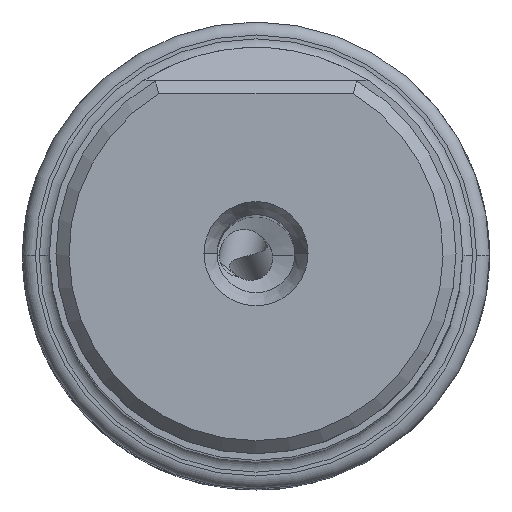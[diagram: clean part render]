
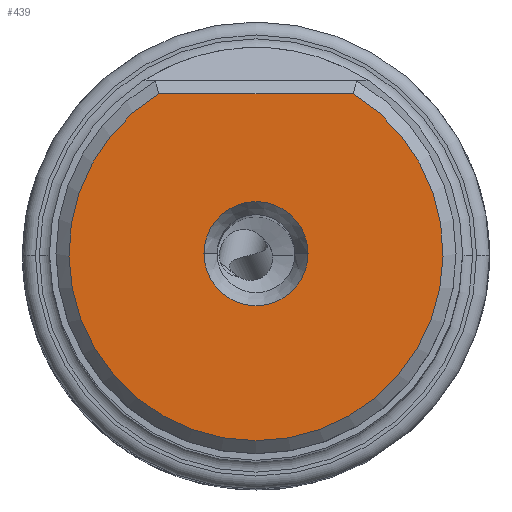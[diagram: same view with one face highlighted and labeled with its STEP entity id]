
A CAD part, top view. The second image highlights one B-rep face of the part: STEP entity #439.
In plain terms, the highlighted planar face has unit normal (0, 0, 1).
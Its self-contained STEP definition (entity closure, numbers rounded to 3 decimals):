
#132=PLANE('',#4158);
#439=ADVANCED_FACE('',(#675,#676),#132,.T.);
#675=FACE_BOUND('',#755,.T.);
#676=FACE_BOUND('',#756,.T.);
#755=EDGE_LOOP('',(#1913,#1914,#1915));
#756=EDGE_LOOP('',(#1916,#1917));
#960=CIRCLE('',#4153,4.);
#961=CIRCLE('',#4155,14.375);
#962=CIRCLE('',#4156,14.375);
#963=CIRCLE('',#4157,4.);
#1169=LINE('',#7971,#1370);
#1370=VECTOR('',#4801,1.);
#1913=ORIENTED_EDGE('',*,*,#3335,.F.);
#1914=ORIENTED_EDGE('',*,*,#3336,.F.);
#1915=ORIENTED_EDGE('',*,*,#3337,.T.);
#1916=ORIENTED_EDGE('',*,*,#3334,.F.);
#1917=ORIENTED_EDGE('',*,*,#3338,.F.);
#2876=VERTEX_POINT('',#7961);
#2877=VERTEX_POINT('',#7963);
#2878=VERTEX_POINT('',#7967);
#2879=VERTEX_POINT('',#7968);
#2880=VERTEX_POINT('',#7970);
#3334=EDGE_CURVE('',#2877,#2876,#960,.T.);
#3335=EDGE_CURVE('',#2878,#2879,#961,.T.);
#3336=EDGE_CURVE('',#2880,#2878,#962,.T.);
#3337=EDGE_CURVE('',#2880,#2879,#1169,.T.);
#3338=EDGE_CURVE('',#2876,#2877,#963,.T.);
#4153=AXIS2_PLACEMENT_3D('',#7964,#4793,#4794);
#4155=AXIS2_PLACEMENT_3D('',#7966,#4797,#4798);
#4156=AXIS2_PLACEMENT_3D('',#7969,#4799,#4800);
#4157=AXIS2_PLACEMENT_3D('',#7972,#4802,#4803);
#4158=AXIS2_PLACEMENT_3D('',#7973,#4804,#4805);
#4793=DIRECTION('',(0.,0.,1.));
#4794=DIRECTION('',(1.,0.,0.));
#4797=DIRECTION('',(0.,0.,-1.));
#4798=DIRECTION('',(0.,-1.,0.));
#4799=DIRECTION('',(0.,0.,-1.));
#4800=DIRECTION('',(0.519,0.855,0.));
#4801=DIRECTION('',(-1.,0.,0.));
#4802=DIRECTION('',(0.,0.,1.));
#4803=DIRECTION('',(-1.,0.,0.));
#4804=DIRECTION('',(0.,0.,1.));
#4805=DIRECTION('',(1.,0.,0.));
#7961=CARTESIAN_POINT('',(-4.,0.,0.));
#7963=CARTESIAN_POINT('',(4.,0.,0.));
#7964=CARTESIAN_POINT('',(0.,0.,0.));
#7966=CARTESIAN_POINT('',(0.,0.,0.));
#7967=CARTESIAN_POINT('',(0.,-14.375,0.));
#7968=CARTESIAN_POINT('',(-7.465,12.285,0.));
#7969=CARTESIAN_POINT('',(0.,0.,0.));
#7970=CARTESIAN_POINT('',(7.465,12.285,0.));
#7971=CARTESIAN_POINT('',(7.465,12.285,0.));
#7972=CARTESIAN_POINT('',(0.,0.,0.));
#7973=CARTESIAN_POINT('',(0.,-1.045,0.));
